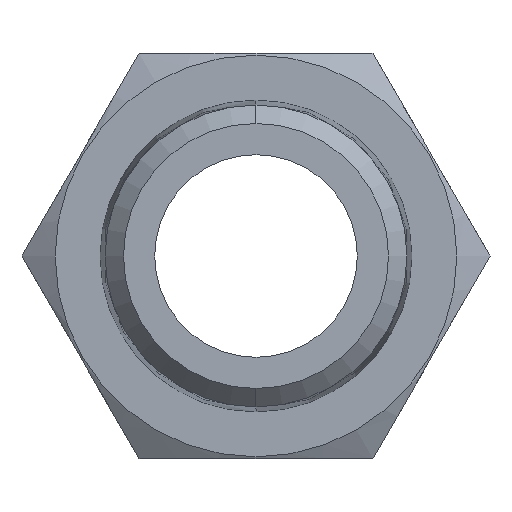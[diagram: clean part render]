
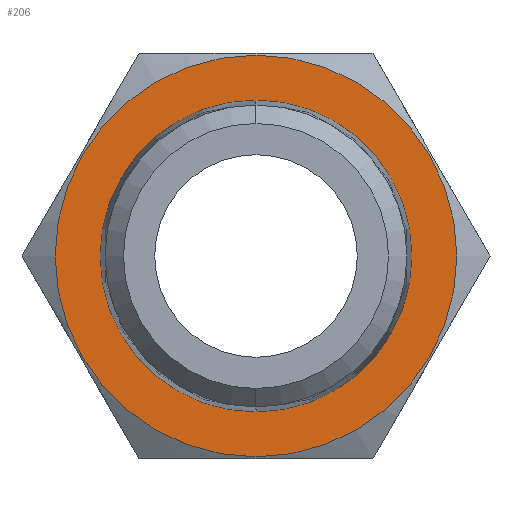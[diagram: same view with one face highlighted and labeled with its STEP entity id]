
A CAD part, front view. The second image highlights one B-rep face of the part: STEP entity #206.
In plain terms, the highlighted planar face has unit normal (0, -1, 0).
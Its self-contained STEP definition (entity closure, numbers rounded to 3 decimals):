
#18 = VERTEX_POINT ( 'NONE', #428 ) ;
#24 = EDGE_CURVE ( 'NONE', #40, #18, #365, .T. ) ;
#40 = VERTEX_POINT ( 'NONE', #409 ) ;
#137 = EDGE_CURVE ( 'NONE', #293, #315, #601, .T. ) ;
#201 = EDGE_CURVE ( 'NONE', #18, #40, #856, .T. ) ;
#206 = ADVANCED_FACE ( 'NONE', ( #846, #845 ), #844, .F. ) ;
#214 = ORIENTED_EDGE ( 'NONE', *, *, #24, .F. ) ;
#218 = EDGE_LOOP ( 'NONE', ( #388, #545 ) ) ;
#293 = VERTEX_POINT ( 'NONE', #1048 ) ;
#315 = VERTEX_POINT ( 'NONE', #1128 ) ;
#340 = EDGE_CURVE ( 'NONE', #315, #293, #1200, .T. ) ;
#341 = EDGE_LOOP ( 'NONE', ( #544, #214 ) ) ;
#361 = DIRECTION ( 'NONE',  ( 0., 0., -1. ) ) ;
#362 = DIRECTION ( 'NONE',  ( 0., -1., 0. ) ) ;
#363 = CARTESIAN_POINT ( 'NONE',  ( 0., 11.5, 0. ) ) ;
#364 = AXIS2_PLACEMENT_3D ( 'NONE', #363, #362, #361 ) ;
#365 = CIRCLE ( 'NONE', #364, 8.462 ) ;
#388 = ORIENTED_EDGE ( 'NONE', *, *, #137, .T. ) ;
#409 = CARTESIAN_POINT ( 'NONE',  ( 0., 11.5, -8.462 ) ) ;
#428 = CARTESIAN_POINT ( 'NONE',  ( 0., 11.5, 8.462 ) ) ;
#544 = ORIENTED_EDGE ( 'NONE', *, *, #201, .F. ) ;
#545 = ORIENTED_EDGE ( 'NONE', *, *, #340, .T. ) ;
#592 = DIRECTION ( 'NONE',  ( 0., 0., 1. ) ) ;
#593 = DIRECTION ( 'NONE',  ( 0., -1., 0. ) ) ;
#594 = CARTESIAN_POINT ( 'NONE',  ( 0., 11.5, 0. ) ) ;
#595 = AXIS2_PLACEMENT_3D ( 'NONE', #594, #593, #592 ) ;
#601 = CIRCLE ( 'NONE', #595, 10.9 ) ;
#839 = DIRECTION ( 'NONE',  ( 0., 0., 1. ) ) ;
#840 = DIRECTION ( 'NONE',  ( 0., 1., 0. ) ) ;
#841 = AXIS2_PLACEMENT_3D ( 'NONE', #843, #840, #839 ) ;
#843 = CARTESIAN_POINT ( 'NONE',  ( 8.462, 11.5, 0. ) ) ;
#844 = PLANE ( 'NONE',  #841 ) ;
#845 = FACE_BOUND ( 'NONE', #341, .T. ) ;
#846 = FACE_OUTER_BOUND ( 'NONE', #218, .T. ) ;
#847 = DIRECTION ( 'NONE',  ( 0., 0., -1. ) ) ;
#848 = DIRECTION ( 'NONE',  ( 0., -1., 0. ) ) ;
#849 = CARTESIAN_POINT ( 'NONE',  ( 0., 11.5, 0. ) ) ;
#850 = AXIS2_PLACEMENT_3D ( 'NONE', #849, #848, #847 ) ;
#856 = CIRCLE ( 'NONE', #850, 8.462 ) ;
#1048 = CARTESIAN_POINT ( 'NONE',  ( 0., 11.5, 10.9 ) ) ;
#1128 = CARTESIAN_POINT ( 'NONE',  ( 0., 11.5, -10.9 ) ) ;
#1191 = DIRECTION ( 'NONE',  ( 0., 0., 1. ) ) ;
#1192 = DIRECTION ( 'NONE',  ( 0., -1., 0. ) ) ;
#1193 = CARTESIAN_POINT ( 'NONE',  ( 0., 11.5, 0. ) ) ;
#1194 = AXIS2_PLACEMENT_3D ( 'NONE', #1193, #1192, #1191 ) ;
#1200 = CIRCLE ( 'NONE', #1194, 10.9 ) ;
